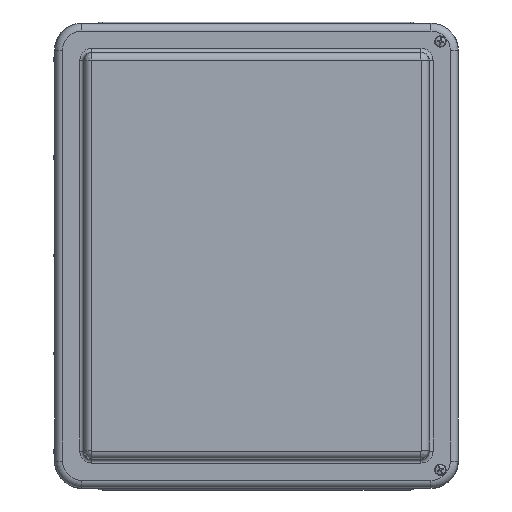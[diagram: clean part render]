
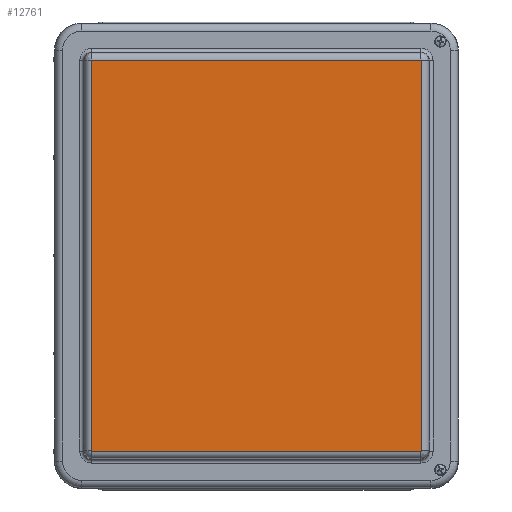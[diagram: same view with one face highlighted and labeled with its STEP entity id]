
A CAD part, top view. The second image highlights one B-rep face of the part: STEP entity #12761.
In plain terms, the highlighted planar face has unit normal (0, 0, 1).
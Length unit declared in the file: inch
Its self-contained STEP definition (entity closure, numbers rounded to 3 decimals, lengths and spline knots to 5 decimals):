
#1069=LINE($,#23142,#1955);
#1072=LINE($,#23149,#1958);
#1073=LINE($,#23182,#1959);
#1076=LINE($,#23189,#1962);
#1955=VECTOR($,#17662,12.93977);
#1958=VECTOR($,#17669,10.9);
#1959=VECTOR($,#17686,10.9);
#1962=VECTOR($,#17693,12.93977);
#2304=PLANE($,#14154);
#3669=FACE_OUTER_BOUND($,#4721,.T.);
#4721=EDGE_LOOP($,(#11459,#11460,#11461,#11462,#11463,#11464,#11465,#11466));
#5539=CIRCLE($,#14129,0.00433);
#5545=CIRCLE($,#14137,0.00433);
#5549=CIRCLE($,#14141,0.00433);
#5553=CIRCLE($,#14147,0.00433);
#6711=VERTEX_POINT($,#23131);
#6712=VERTEX_POINT($,#23133);
#6715=VERTEX_POINT($,#23140);
#6716=VERTEX_POINT($,#23145);
#6719=VERTEX_POINT($,#23160);
#6720=VERTEX_POINT($,#23173);
#6723=VERTEX_POINT($,#23180);
#6724=VERTEX_POINT($,#23185);
#8338=EDGE_CURVE($,#6711,#6712,#5539,.T.);
#8342=EDGE_CURVE($,#6715,#6711,#1069,.T.);
#8346=EDGE_CURVE($,#6712,#6716,#1072,.T.);
#8348=EDGE_CURVE($,#6719,#6715,#5545,.T.);
#8352=EDGE_CURVE($,#6716,#6720,#5549,.T.);
#8354=EDGE_CURVE($,#6723,#6719,#1073,.T.);
#8358=EDGE_CURVE($,#6720,#6724,#1076,.T.);
#8360=EDGE_CURVE($,#6724,#6723,#5553,.T.);
#11459=ORIENTED_EDGE($,*,*,#8338,.F.);
#11460=ORIENTED_EDGE($,*,*,#8342,.F.);
#11461=ORIENTED_EDGE($,*,*,#8348,.F.);
#11462=ORIENTED_EDGE($,*,*,#8354,.F.);
#11463=ORIENTED_EDGE($,*,*,#8360,.F.);
#11464=ORIENTED_EDGE($,*,*,#8358,.F.);
#11465=ORIENTED_EDGE($,*,*,#8352,.F.);
#11466=ORIENTED_EDGE($,*,*,#8346,.F.);
#12761=ADVANCED_FACE($,(#3669),#2304,.T.);
#14129=AXIS2_PLACEMENT_3D($,#23134,#17652,#17653);
#14137=AXIS2_PLACEMENT_3D($,#23162,#17672,#17673);
#14141=AXIS2_PLACEMENT_3D($,#23177,#17680,#17681);
#14147=AXIS2_PLACEMENT_3D($,#23200,#17696,#17697);
#14154=AXIS2_PLACEMENT_3D($,#23219,#17717,#17718);
#17652=DIRECTION('center_axis',(0.,0.,-1.));
#17653=DIRECTION('ref_axis',(0.707,-0.707,0.));
#17662=DIRECTION($,(0.,-1.,0.));
#17669=DIRECTION($,(-1.,0.,0.));
#17672=DIRECTION('center_axis',(0.,0.,-1.));
#17673=DIRECTION('ref_axis',(0.707,0.707,0.));
#17680=DIRECTION('center_axis',(0.,0.,-1.));
#17681=DIRECTION('ref_axis',(-0.707,-0.707,0.));
#17686=DIRECTION($,(1.,0.,0.));
#17693=DIRECTION($,(0.,1.,0.));
#17696=DIRECTION('center_axis',(0.,0.,-1.));
#17697=DIRECTION('ref_axis',(-0.707,0.707,0.));
#17717=DIRECTION('center_axis',(0.,0.,1.));
#17718=DIRECTION('ref_axis',(1.,0.,0.));
#23131=CARTESIAN_POINT('',(5.45433,-6.46989,2.25));
#23133=CARTESIAN_POINT('',(5.45,-6.47421,2.25));
#23134=CARTESIAN_POINT('Origin',(5.45,-6.46989,2.25));
#23140=CARTESIAN_POINT('',(5.45433,6.46989,2.25));
#23142=CARTESIAN_POINT($,(5.45433,6.46989,2.25));
#23145=CARTESIAN_POINT('',(-5.45,-6.47421,2.25));
#23149=CARTESIAN_POINT($,(5.45,-6.47421,2.25));
#23160=CARTESIAN_POINT('',(5.45,6.47421,2.25));
#23162=CARTESIAN_POINT('Origin',(5.45,6.46989,2.25));
#23173=CARTESIAN_POINT('',(-5.45433,-6.46989,2.25));
#23177=CARTESIAN_POINT('Origin',(-5.45,-6.46989,2.25));
#23180=CARTESIAN_POINT('',(-5.45,6.47421,2.25));
#23182=CARTESIAN_POINT($,(-5.45,6.47421,2.25));
#23185=CARTESIAN_POINT('',(-5.45433,6.46989,2.25));
#23189=CARTESIAN_POINT($,(-5.45433,-6.46989,2.25));
#23200=CARTESIAN_POINT('Origin',(-5.45,6.46989,2.25));
#23219=CARTESIAN_POINT('Origin',(0.,0.,2.25));
